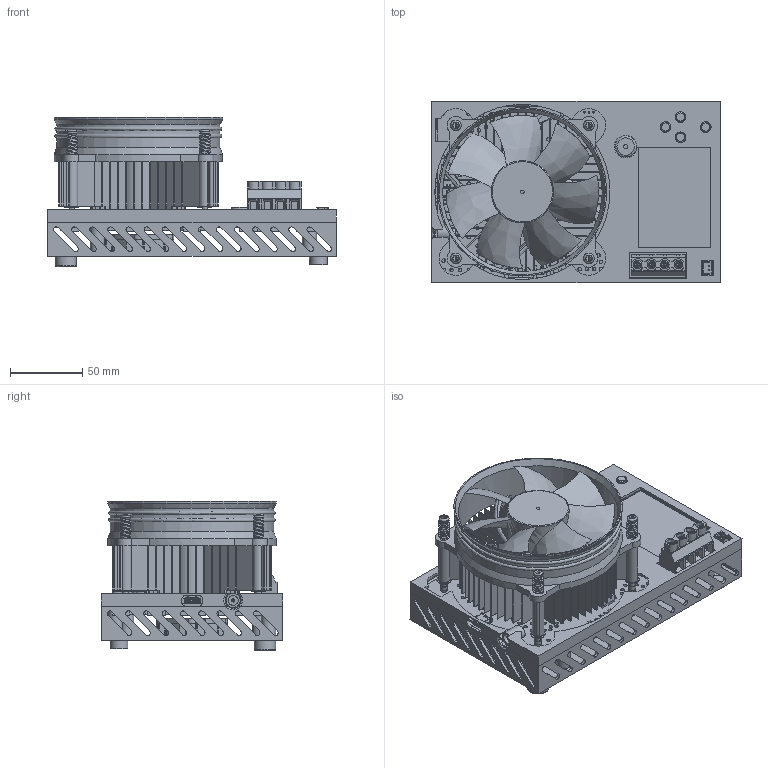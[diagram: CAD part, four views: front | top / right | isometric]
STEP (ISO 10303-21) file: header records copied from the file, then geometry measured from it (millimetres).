
FILE_DESCRIPTION(('FreeCAD Model'),'2;1');
FILE_NAME('Open CASCADE Shape Model','2025-04-28T07:34:06',('FreeCAD'),( 'FreeCAD'),'Open CASCADE STEP processor 7.6','FreeCAD','Unknown');
FILE_SCHEMA(('AUTOMOTIVE_DESIGN { 1 0 10303 214 1 1 1 1 }'));
Products named in the file (1): Open CASCADE STEP translator 7.6 1
Bounding box: 199.59 x 125.61 x 103.49 mm (x, y, z)
Volume: 330293.9 mm3; surface area: 404422.2 mm2
Topology: 113 solids, 113 shells, 3424 faces, 8933 edges, 5817 vertices
Faces by surface type: bspline 3424
Entity records: 115112 total; most frequent: CARTESIAN_POINT 61845, ORIENTED_EDGE 17856, EDGE_CURVE 8928, B_SPLINE_CURVE_WITH_KNOTS 6587, VERTEX_POINT 5817, FACE_BOUND 4051, EDGE_LOOP 4051, ADVANCED_FACE 3424
